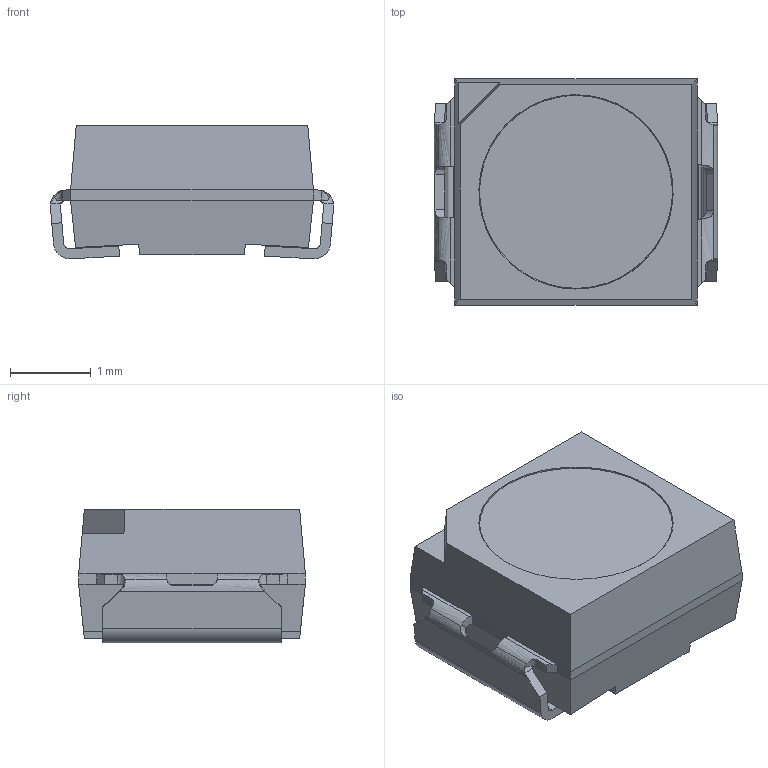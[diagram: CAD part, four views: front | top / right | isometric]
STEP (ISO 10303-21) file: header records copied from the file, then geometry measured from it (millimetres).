
FILE_DESCRIPTION(('FreeCAD Model'),'2;1');
FILE_NAME('Open CASCADE Shape Model','2023-08-29T21:28:27',(''),(''), 'Open CASCADE STEP processor 7.6','FreeCAD','Unknown');
FILE_SCHEMA(('AUTOMOTIVE_DESIGN { 1 0 10303 214 1 1 1 1 }'));
Length unit declared in the file: millimetre
Products named in the file (5): Document004; Document; Document001; Document002; Document003
Assembly tree (4 placements, depth 2):
  Document004
    Document
    Document001
    Document002
    Document003
Bounding box: 3.5 x 2.8 x 1.65 mm (x, y, z)
Volume: 12.9 mm3; surface area: 72.1 mm2
Topology: 4 solids, 4 shells, 178 faces, 489 edges, 316 vertices
Faces by surface type: plane 106, bspline 72
Entity records: 6302 total; most frequent: CARTESIAN_POINT 3075, ORIENTED_EDGE 978, EDGE_CURVE 489, B_SPLINE_CURVE_WITH_KNOTS 345, VERTEX_POINT 316, DIRECTION 222, FACE_BOUND 181, EDGE_LOOP 181
